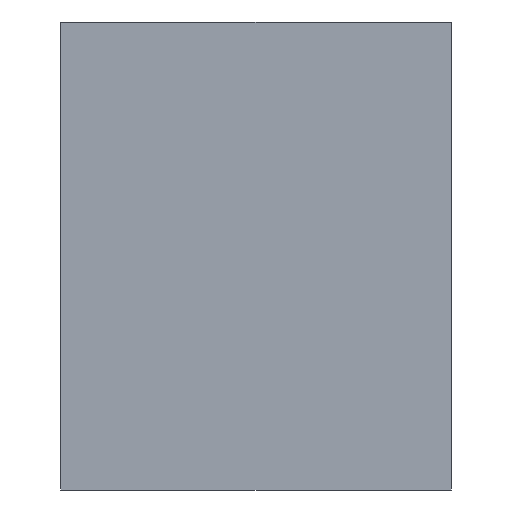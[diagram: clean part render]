
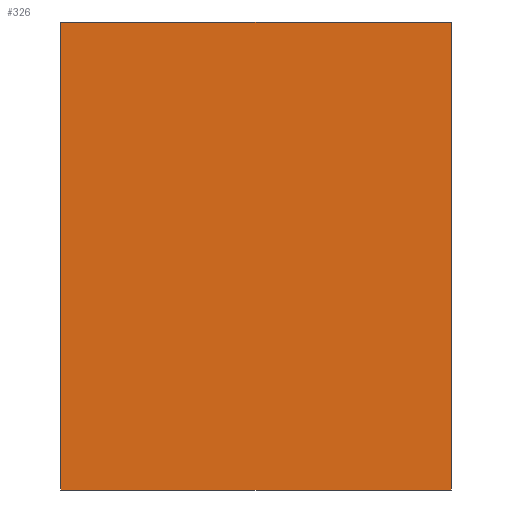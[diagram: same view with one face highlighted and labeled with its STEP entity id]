
A CAD part, front view. The second image highlights one B-rep face of the part: STEP entity #326.
In plain terms, the highlighted planar face has unit normal (0, -1, 0).
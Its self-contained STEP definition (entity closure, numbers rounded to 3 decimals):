
#8 = LINE ( 'NONE', #302, #375 ) ;
#52 = DIRECTION ( 'NONE',  ( -1., 0., 0. ) ) ;
#53 = CARTESIAN_POINT ( 'NONE',  ( -6.34, -6.2, 15.2 ) ) ;
#61 = LINE ( 'NONE', #53, #389 ) ;
#93 = DIRECTION ( 'NONE',  ( 0., 0., 1. ) ) ;
#94 = DIRECTION ( 'NONE',  ( 0., 1., 0. ) ) ;
#95 = PLANE ( 'NONE',  #395 ) ;
#96 = CARTESIAN_POINT ( 'NONE',  ( -6.34, -6.2, 15.2 ) ) ;
#98 = FACE_OUTER_BOUND ( 'NONE', #188, .T. ) ;
#121 = DIRECTION ( 'NONE',  ( -1., 0., 0. ) ) ;
#122 = CARTESIAN_POINT ( 'NONE',  ( -6.34, -6.2, 0. ) ) ;
#124 = DIRECTION ( 'NONE',  ( 0., 0., 1. ) ) ;
#127 = CARTESIAN_POINT ( 'NONE',  ( 6.34, -6.2, 15.2 ) ) ;
#128 = LINE ( 'NONE', #127, #356 ) ;
#130 = LINE ( 'NONE', #122, #406 ) ;
#139 = ORIENTED_EDGE ( 'NONE', *, *, #309, .T. ) ;
#151 = ORIENTED_EDGE ( 'NONE', *, *, #312, .F. ) ;
#156 = CARTESIAN_POINT ( 'NONE',  ( -6.34, -6.2, 0. ) ) ;
#173 = ORIENTED_EDGE ( 'NONE', *, *, #340, .T. ) ;
#188 = EDGE_LOOP ( 'NONE', ( #173, #200, #151, #139 ) ) ;
#200 = ORIENTED_EDGE ( 'NONE', *, *, #352, .T. ) ;
#209 = VERTEX_POINT ( 'NONE', #156 ) ;
#212 = VERTEX_POINT ( 'NONE', #243 ) ;
#214 = VERTEX_POINT ( 'NONE', #233 ) ;
#215 = VERTEX_POINT ( 'NONE', #245 ) ;
#233 = CARTESIAN_POINT ( 'NONE',  ( -6.34, -6.2, 15.2 ) ) ;
#243 = CARTESIAN_POINT ( 'NONE',  ( 6.34, -6.2, 0. ) ) ;
#245 = CARTESIAN_POINT ( 'NONE',  ( 6.34, -6.2, 15.2 ) ) ;
#301 = DIRECTION ( 'NONE',  ( 0., 0., -1. ) ) ;
#302 = CARTESIAN_POINT ( 'NONE',  ( -6.34, -6.2, 15.2 ) ) ;
#309 = EDGE_CURVE ( 'NONE', #212, #215, #128, .T. ) ;
#312 = EDGE_CURVE ( 'NONE', #212, #209, #130, .T. ) ;
#326 = ADVANCED_FACE ( 'NONE', ( #98 ), #95, .F. ) ;
#340 = EDGE_CURVE ( 'NONE', #215, #214, #61, .T. ) ;
#352 = EDGE_CURVE ( 'NONE', #214, #209, #8, .T. ) ;
#356 = VECTOR ( 'NONE', #124, 1000. ) ;
#375 = VECTOR ( 'NONE', #301, 1000. ) ;
#389 = VECTOR ( 'NONE', #52, 1000. ) ;
#395 = AXIS2_PLACEMENT_3D ( 'NONE', #96, #94, #93 ) ;
#406 = VECTOR ( 'NONE', #121, 1000. ) ;
